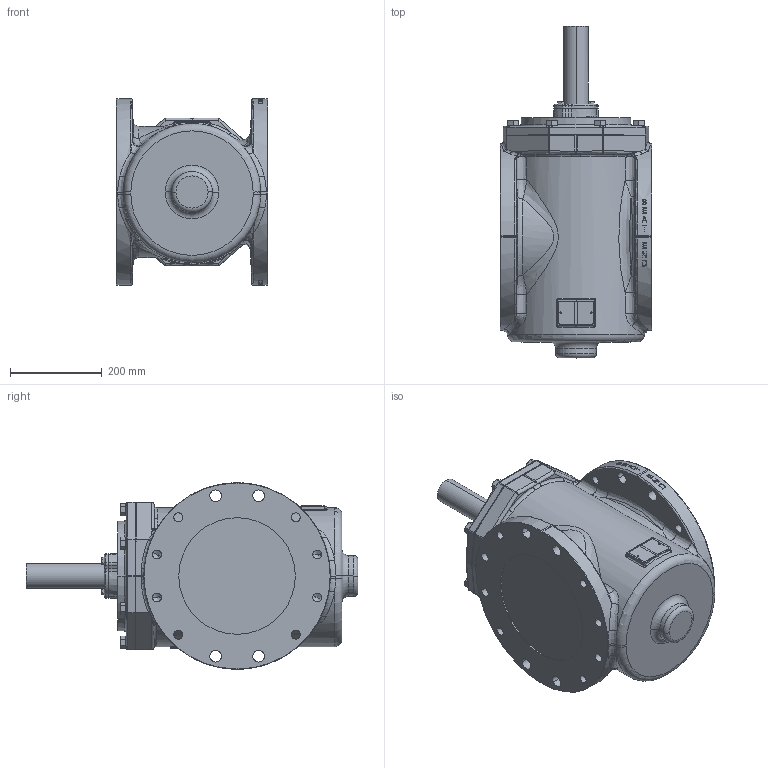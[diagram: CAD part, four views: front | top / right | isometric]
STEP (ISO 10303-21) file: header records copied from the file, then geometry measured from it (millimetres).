
FILE_DESCRIPTION((''),'2;1');
FILE_NAME('5610F_SW0002','2023-09-26T07:32:17',('tbuffington'),(''),'CREO PARAMETRIC BY PTC INC, 2023072','CREO PARAMETRIC BY PTC INC, 2023072','');
FILE_SCHEMA(('AUTOMOTIVE_DESIGN { 1 0 10303 214 1 1 1 1 }'));
Products named in the file (1): 5610F_SW0002
Bounding box: 330.2 x 723.51 x 406.37 mm (x, y, z)
Volume: 43541834.5 mm3; surface area: 1010745.9 mm2
Topology: 1 solids, 1 shells, 1150 faces, 2954 edges, 1844 vertices
Faces by surface type: plane 571, cylinder 205, bspline 184, cone 107, torus 61, sphere 20, extrusion 2
Entity records: 51961 total; most frequent: CARTESIAN_POINT 24212, ORIENTED_EDGE 5848, DIRECTION 4687, EDGE_CURVE 2924, VERTEX_POINT 1844, AXIS2_PLACEMENT_3D 1792, COLOUR_RGB 1328, EDGE_LOOP 1256
